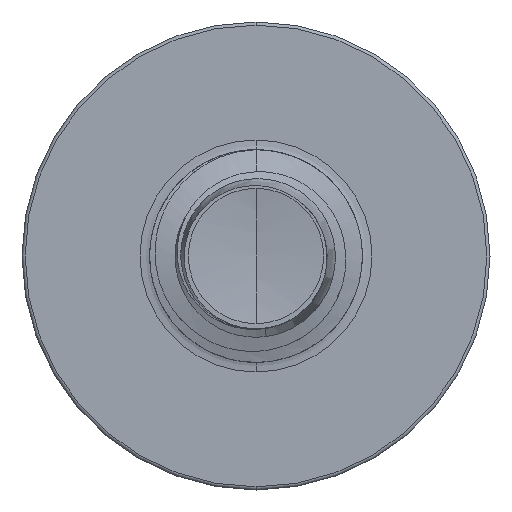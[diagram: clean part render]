
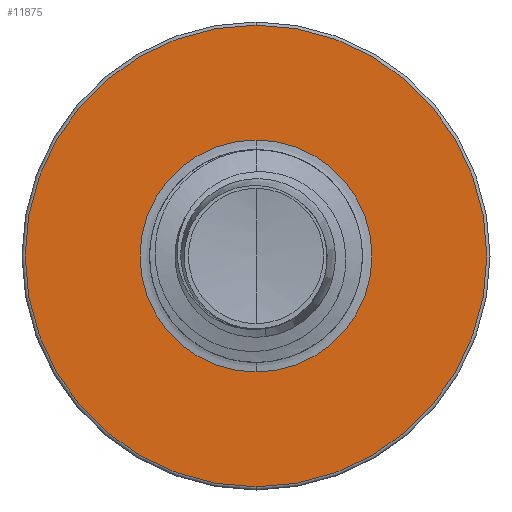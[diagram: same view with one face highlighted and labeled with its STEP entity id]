
A CAD part, front view. The second image highlights one B-rep face of the part: STEP entity #11875.
In plain terms, the highlighted planar face has unit normal (0, -1, 0).
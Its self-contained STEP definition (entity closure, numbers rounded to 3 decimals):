
#196 = CARTESIAN_POINT ( 'NONE',  ( 0., 5., 1.363 ) ) ;
#1121 = ORIENTED_EDGE ( 'NONE', *, *, #5304, .F. ) ;
#1564 = VERTEX_POINT ( 'NONE', #7549 ) ;
#2122 = EDGE_CURVE ( 'NONE', #1564, #15070, #13531, .T. ) ;
#2288 = DIRECTION ( 'NONE',  ( 0., 0., 1. ) ) ;
#2369 = CIRCLE ( 'NONE', #15542, 1.363 ) ;
#2510 = FACE_OUTER_BOUND ( 'NONE', #9290, .T. ) ;
#3668 = DIRECTION ( 'NONE',  ( 0., 0., 1. ) ) ;
#3671 = DIRECTION ( 'NONE',  ( 0., 1., 0. ) ) ;
#3689 = CARTESIAN_POINT ( 'NONE',  ( 0., 5., 0. ) ) ;
#4165 = CARTESIAN_POINT ( 'NONE',  ( 0., 5., 0. ) ) ;
#4384 = ORIENTED_EDGE ( 'NONE', *, *, #16748, .T. ) ;
#5197 = CARTESIAN_POINT ( 'NONE',  ( 0., 5., -2.712 ) ) ;
#5304 = EDGE_CURVE ( 'NONE', #15070, #1564, #13341, .T. ) ;
#5553 = CIRCLE ( 'NONE', #8251, 1.363 ) ;
#5659 = AXIS2_PLACEMENT_3D ( 'NONE', #9195, #9172, #9169 ) ;
#6294 = EDGE_CURVE ( 'NONE', #7048, #15799, #2369, .T. ) ;
#6327 = CARTESIAN_POINT ( 'NONE',  ( 0., 5., -1.363 ) ) ;
#6759 = ORIENTED_EDGE ( 'NONE', *, *, #2122, .F. ) ;
#6803 = PLANE ( 'NONE',  #9511 ) ;
#7048 = VERTEX_POINT ( 'NONE', #196 ) ;
#7549 = CARTESIAN_POINT ( 'NONE',  ( 0., 5., 2.713 ) ) ;
#7987 = CARTESIAN_POINT ( 'NONE',  ( 0., 5., 0. ) ) ;
#8185 = DIRECTION ( 'NONE',  ( 0., 0., 1. ) ) ;
#8187 = DIRECTION ( 'NONE',  ( 0., 1., 0. ) ) ;
#8251 = AXIS2_PLACEMENT_3D ( 'NONE', #7987, #16350, #9415 ) ;
#9169 = DIRECTION ( 'NONE',  ( 0., 0., 1. ) ) ;
#9172 = DIRECTION ( 'NONE',  ( 0., 1., 0. ) ) ;
#9195 = CARTESIAN_POINT ( 'NONE',  ( 0., 5., 0. ) ) ;
#9290 = EDGE_LOOP ( 'NONE', ( #6759, #1121 ) ) ;
#9415 = DIRECTION ( 'NONE',  ( 0., 0., 1. ) ) ;
#9511 = AXIS2_PLACEMENT_3D ( 'NONE', #15491, #11097, #2288 ) ;
#9765 = ORIENTED_EDGE ( 'NONE', *, *, #6294, .T. ) ;
#11097 = DIRECTION ( 'NONE',  ( 0., 1., 0. ) ) ;
#11875 = ADVANCED_FACE ( 'NONE', ( #2510, #16023 ), #6803, .F. ) ;
#12721 = AXIS2_PLACEMENT_3D ( 'NONE', #3689, #3671, #3668 ) ;
#13341 = CIRCLE ( 'NONE', #5659, 2.713 ) ;
#13531 = CIRCLE ( 'NONE', #12721, 2.713 ) ;
#15070 = VERTEX_POINT ( 'NONE', #5197 ) ;
#15491 = CARTESIAN_POINT ( 'NONE',  ( 0., 5., -1.363 ) ) ;
#15542 = AXIS2_PLACEMENT_3D ( 'NONE', #4165, #8187, #8185 ) ;
#15799 = VERTEX_POINT ( 'NONE', #6327 ) ;
#16023 = FACE_BOUND ( 'NONE', #16812, .T. ) ;
#16350 = DIRECTION ( 'NONE',  ( 0., 1., 0. ) ) ;
#16748 = EDGE_CURVE ( 'NONE', #15799, #7048, #5553, .T. ) ;
#16812 = EDGE_LOOP ( 'NONE', ( #9765, #4384 ) ) ;
